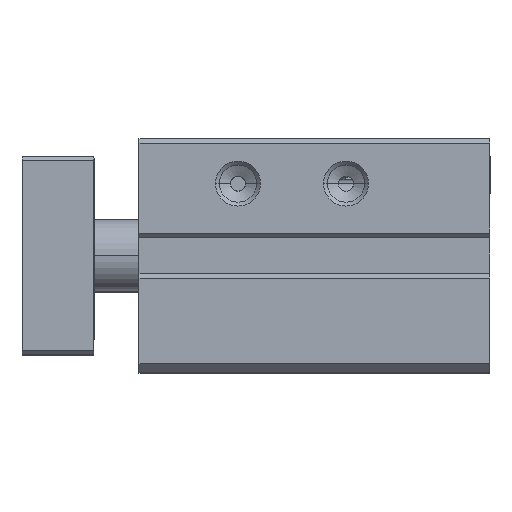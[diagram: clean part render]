
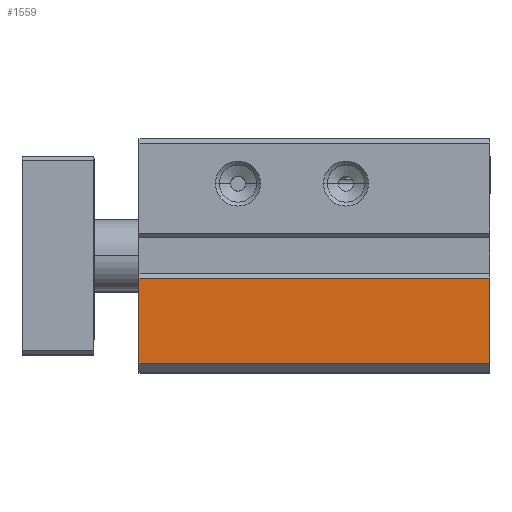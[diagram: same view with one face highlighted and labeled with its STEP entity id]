
A CAD part, top view. The second image highlights one B-rep face of the part: STEP entity #1559.
In plain terms, the highlighted planar face has unit normal (0, 0, 1).
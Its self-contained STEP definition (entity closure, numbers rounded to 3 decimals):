
#786 = LINE ( 'NONE', #9597, #3688 ) ;
#910 = DIRECTION ( 'NONE',  ( -1., 0., 0. ) ) ;
#1257 = CARTESIAN_POINT ( 'NONE',  ( 39., -2.5, 29. ) ) ;
#1411 = VERTEX_POINT ( 'NONE', #5578 ) ;
#1559 = ADVANCED_FACE ( 'NONE', ( #12570 ), #3760, .T. ) ;
#2057 = ORIENTED_EDGE ( 'NONE', *, *, #11429, .T. ) ;
#2311 = EDGE_LOOP ( 'NONE', ( #11818, #2724, #6275, #2057 ) ) ;
#2425 = VECTOR ( 'NONE', #7660, 1000. ) ;
#2585 = VERTEX_POINT ( 'NONE', #1257 ) ;
#2724 = ORIENTED_EDGE ( 'NONE', *, *, #12050, .F. ) ;
#2786 = CARTESIAN_POINT ( 'NONE',  ( 0., -12., 29. ) ) ;
#2962 = VERTEX_POINT ( 'NONE', #3171 ) ;
#3171 = CARTESIAN_POINT ( 'NONE',  ( 0., -2.5, 29. ) ) ;
#3464 = CARTESIAN_POINT ( 'NONE',  ( 0., -2.5, 29. ) ) ;
#3632 = EDGE_CURVE ( 'NONE', #10908, #2585, #7783, .T. ) ;
#3688 = VECTOR ( 'NONE', #5573, 1000. ) ;
#3760 = PLANE ( 'NONE',  #11076 ) ;
#3819 = DIRECTION ( 'NONE',  ( 1., 0., 0. ) ) ;
#4848 = CARTESIAN_POINT ( 'NONE',  ( 0., -12., 29. ) ) ;
#5573 = DIRECTION ( 'NONE',  ( 0., -1., 0. ) ) ;
#5578 = CARTESIAN_POINT ( 'NONE',  ( 0., -12., 29. ) ) ;
#6275 = ORIENTED_EDGE ( 'NONE', *, *, #3632, .T. ) ;
#6707 = EDGE_CURVE ( 'NONE', #2962, #1411, #786, .T. ) ;
#7234 = CARTESIAN_POINT ( 'NONE',  ( 39., -12., 29. ) ) ;
#7660 = DIRECTION ( 'NONE',  ( 0., 1., 0. ) ) ;
#7783 = LINE ( 'NONE', #8622, #2425 ) ;
#8622 = CARTESIAN_POINT ( 'NONE',  ( 39., -12., 29. ) ) ;
#9597 = CARTESIAN_POINT ( 'NONE',  ( 0., -12., 29. ) ) ;
#10636 = DIRECTION ( 'NONE',  ( 0., 0., 1. ) ) ;
#10708 = LINE ( 'NONE', #4848, #12717 ) ;
#10908 = VERTEX_POINT ( 'NONE', #7234 ) ;
#11076 = AXIS2_PLACEMENT_3D ( 'NONE', #2786, #10636, #3819 ) ;
#11429 = EDGE_CURVE ( 'NONE', #2585, #2962, #12154, .T. ) ;
#11818 = ORIENTED_EDGE ( 'NONE', *, *, #6707, .T. ) ;
#12050 = EDGE_CURVE ( 'NONE', #10908, #1411, #10708, .T. ) ;
#12085 = VECTOR ( 'NONE', #12336, 1000. ) ;
#12154 = LINE ( 'NONE', #3464, #12085 ) ;
#12336 = DIRECTION ( 'NONE',  ( -1., 0., 0. ) ) ;
#12570 = FACE_OUTER_BOUND ( 'NONE', #2311, .T. ) ;
#12717 = VECTOR ( 'NONE', #910, 1000. ) ;
